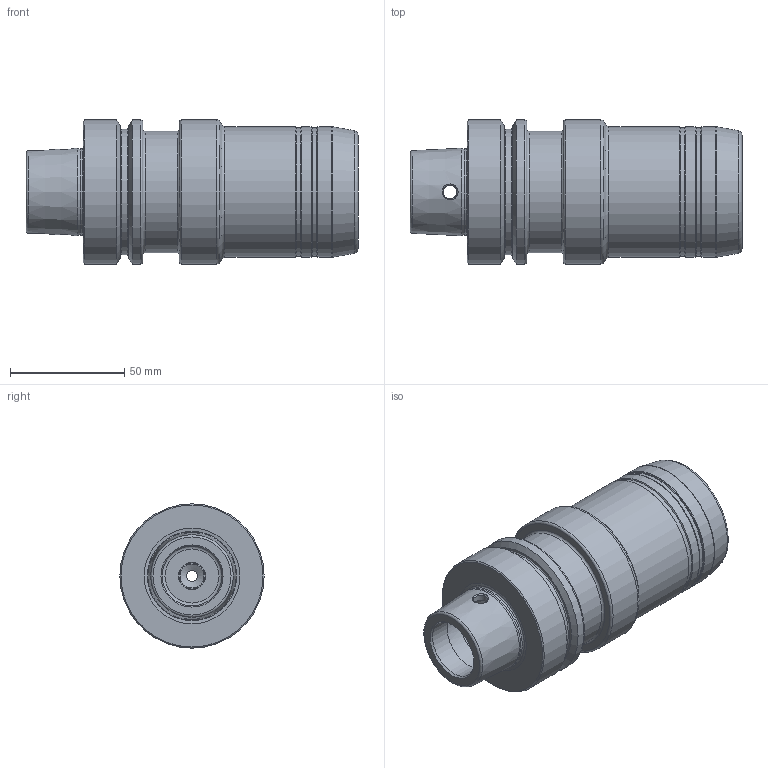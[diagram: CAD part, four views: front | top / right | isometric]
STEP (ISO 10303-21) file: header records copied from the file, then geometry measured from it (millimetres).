
FILE_DESCRIPTION(/* description */ (''),/* implementation_level */ '2;1');
FILE_NAME(/* name */ '160100.stp',/* time_stamp */ '2021-06-28T16:04:18+09:00',/* author */ ('eos'),/* organization */ (''),/* preprocessor_version */ 'ST-DEVELOPER v18.1',/* originating_system */ 'Autodesk Inventor 2020',/* authorisation */ '');
FILE_SCHEMA (('AUTOMOTIVE_DESIGN { 1 0 10303 214 3 1 1 }'));
Length unit declared in the file: millimetre
Products named in the file (1): HSK63A
Bounding box: 145 x 63 x 63 mm (x, y, z)
Volume: 292594.2 mm3; surface area: 41751 mm2
Topology: 1 solids, 1 shells, 69 faces, 230 edges, 170 vertices
Faces by surface type: torus 21, cylinder 20, cone 15, plane 11, bspline 2
Full cylindrical faces by diameter (mm): 5 x1, 6 x2, 12 x1, 25.4 x1, 25.8 x1, 26 x1, 26.6 x1, 32 x1, 37.651 x1, 53 x1, 55 x1, 56 x2, 57 x3, 63 x3
Entity records: 3100 total; most frequent: CARTESIAN_POINT 828, DIRECTION 537, ORIENTED_EDGE 464, AXIS2_PLACEMENT_3D 249, EDGE_CURVE 232, CIRCLE 181, VERTEX_POINT 172, EDGE_LOOP 82
